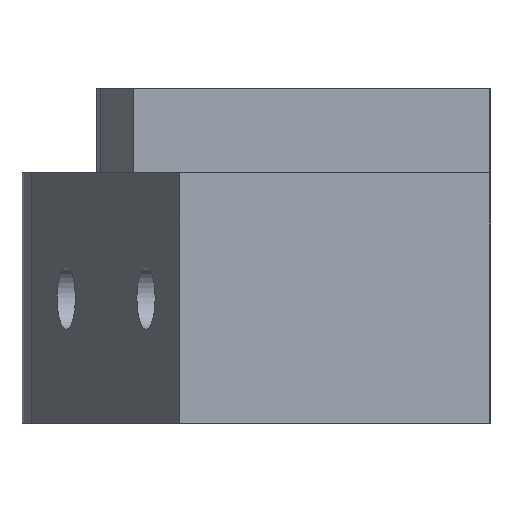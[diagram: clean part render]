
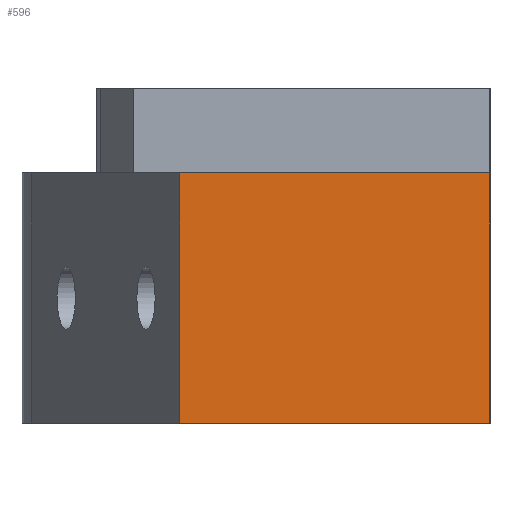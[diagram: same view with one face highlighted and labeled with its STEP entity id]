
A CAD part, left-side view. The second image highlights one B-rep face of the part: STEP entity #596.
In plain terms, the highlighted planar face has unit normal (-1, 0, 0).
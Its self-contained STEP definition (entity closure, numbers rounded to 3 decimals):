
#85=FACE_OUTER_BOUND('',#131,.T.);
#131=EDGE_LOOP('',(#503,#504,#505,#506));
#153=LINE('',#883,#208);
#169=LINE('',#927,#224);
#192=LINE('',#994,#247);
#193=LINE('',#1000,#248);
#208=VECTOR('',#700,12.5);
#224=VECTOR('',#732,12.5);
#247=VECTOR('',#807,10.1);
#248=VECTOR('',#814,10.1);
#264=VERTEX_POINT('',#880);
#265=VERTEX_POINT('',#882);
#284=VERTEX_POINT('',#924);
#285=VERTEX_POINT('',#926);
#318=EDGE_CURVE('',#265,#264,#153,.T.);
#340=EDGE_CURVE('',#284,#285,#169,.T.);
#374=EDGE_CURVE('',#285,#264,#192,.T.);
#377=EDGE_CURVE('',#284,#265,#193,.T.);
#503=ORIENTED_EDGE('',*,*,#340,.F.);
#504=ORIENTED_EDGE('',*,*,#377,.T.);
#505=ORIENTED_EDGE('',*,*,#318,.T.);
#506=ORIENTED_EDGE('',*,*,#374,.F.);
#567=PLANE('',#665);
#596=ADVANCED_FACE('',(#85),#567,.T.);
#665=AXIS2_PLACEMENT_3D('',#999,#812,#813);
#700=DIRECTION('',(0.,1.,0.));
#732=DIRECTION('',(0.,1.,0.));
#807=DIRECTION('',(0.,0.,1.));
#812=DIRECTION('center_axis',(-1.,0.,0.));
#813=DIRECTION('ref_axis',(0.,1.,0.));
#814=DIRECTION('',(0.,0.,1.));
#880=CARTESIAN_POINT('',(-22.15,22.5,-98.9));
#882=CARTESIAN_POINT('',(-22.15,10.,-98.9));
#883=CARTESIAN_POINT('',(-22.15,10.,-98.9));
#924=CARTESIAN_POINT('',(-22.15,10.,-109.));
#926=CARTESIAN_POINT('',(-22.15,22.5,-109.));
#927=CARTESIAN_POINT('',(-22.15,10.,-109.));
#994=CARTESIAN_POINT('',(-22.15,22.5,-109.));
#999=CARTESIAN_POINT('Origin',(-22.15,10.,-109.));
#1000=CARTESIAN_POINT('',(-22.15,10.,-109.));
